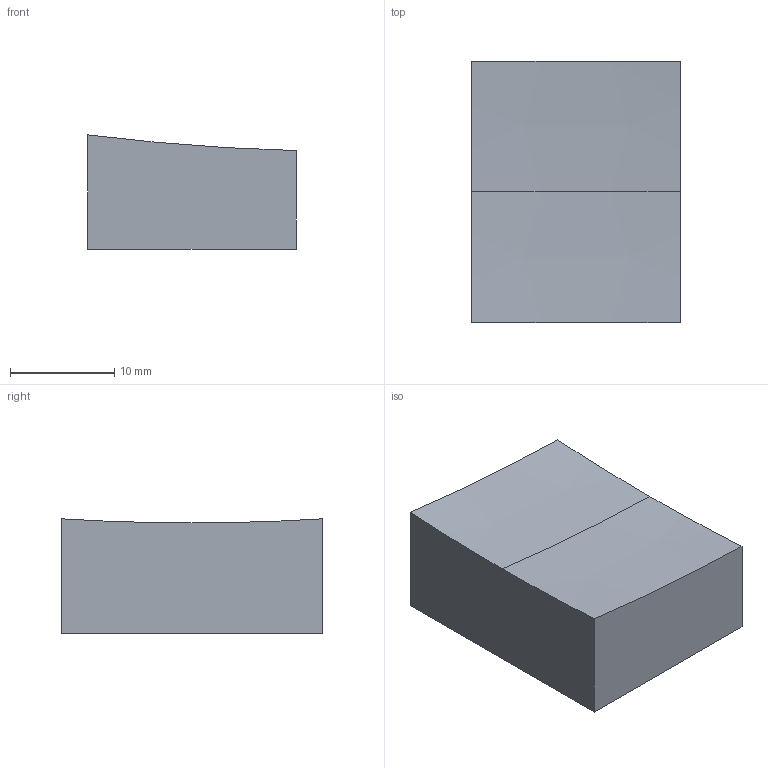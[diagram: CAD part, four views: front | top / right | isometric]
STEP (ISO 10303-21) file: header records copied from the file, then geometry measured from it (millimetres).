
FILE_DESCRIPTION (( 'STEP AP203' ), '1' );
FILE_NAME ('270637.step', '2024-12-24T02:21:27', ( '' ), ( '' ), 'SwSTEP 2.0', 'SolidWorks 2020', '' );
FILE_SCHEMA (( 'CONFIG_CONTROL_DESIGN' ));
Length unit declared in the file: millimetre
Products named in the file (1): 270637
Bounding box: 20 x 25 x 10.96 mm (x, y, z)
Volume: 4889 mm3; surface area: 1900.9 mm2
Topology: 1 solids, 1 shells, 7 faces, 15 edges, 10 vertices
Faces by surface type: plane 5, sphere 2
Entity records: 273 total; most frequent: DIRECTION 38, CARTESIAN_POINT 33, ORIENTED_EDGE 30, AXIS2_PLACEMENT_3D 15, EDGE_CURVE 15, VERTEX_POINT 10, PERSON_AND_ORGANIZATION 8, VECTOR 8
